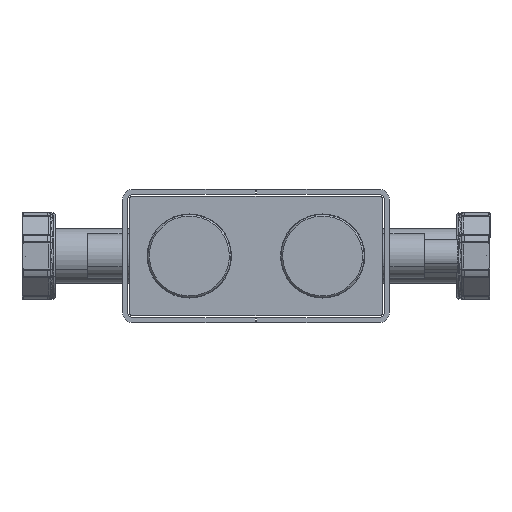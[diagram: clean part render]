
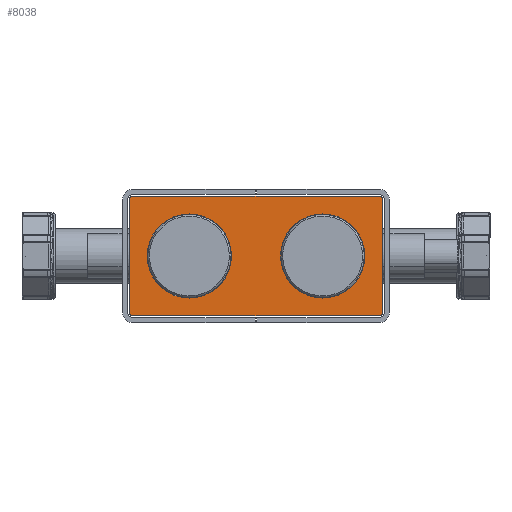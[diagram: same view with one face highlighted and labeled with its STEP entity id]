
A CAD part, front view. The second image highlights one B-rep face of the part: STEP entity #8038.
In plain terms, the highlighted planar face has unit normal (0, -1, 0).
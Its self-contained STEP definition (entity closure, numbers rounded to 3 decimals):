
#7701=CARTESIAN_POINT('Vertex',(-74.,-402.5,968.397)) ;
#7706=CARTESIAN_POINT('Line Origine',(0.,-402.5,968.397)) ;
#7710=CARTESIAN_POINT('Vertex',(74.,-402.5,968.397)) ;
#7737=CARTESIAN_POINT('Axis2P3D Location',(74.,-402.5,966.397)) ;
#7741=CARTESIAN_POINT('Vertex',(76.,-402.5,966.397)) ;
#7768=CARTESIAN_POINT('Line Origine',(76.,-402.5,932.397)) ;
#7772=CARTESIAN_POINT('Vertex',(76.,-402.5,898.397)) ;
#7799=CARTESIAN_POINT('Axis2P3D Location',(74.,-402.5,898.397)) ;
#7803=CARTESIAN_POINT('Vertex',(74.,-402.5,896.397)) ;
#7825=CARTESIAN_POINT('Line Origine',(0.,-402.5,896.397)) ;
#7829=CARTESIAN_POINT('Vertex',(-74.,-402.5,896.397)) ;
#7856=CARTESIAN_POINT('Axis2P3D Location',(-74.,-402.5,898.397)) ;
#7860=CARTESIAN_POINT('Vertex',(-76.,-402.5,898.397)) ;
#7887=CARTESIAN_POINT('Line Origine',(-76.,-402.5,932.397)) ;
#7891=CARTESIAN_POINT('Vertex',(-76.,-402.5,966.397)) ;
#7918=CARTESIAN_POINT('Axis2P3D Location',(-74.,-402.5,966.397)) ;
#7987=CARTESIAN_POINT('Axis2P3D Location',(0.,-402.5,932.397)) ;
#8002=CARTESIAN_POINT('Axis2P3D Location',(40.,-402.5,932.397)) ;
#8006=CARTESIAN_POINT('Vertex',(65.25,-402.5,932.397)) ;
#8008=CARTESIAN_POINT('Vertex',(14.75,-402.5,932.397)) ;
#8011=CARTESIAN_POINT('Axis2P3D Location',(40.,-402.5,932.397)) ;
#8020=CARTESIAN_POINT('Axis2P3D Location',(-40.,-402.5,932.397)) ;
#8024=CARTESIAN_POINT('Vertex',(-14.75,-402.5,932.397)) ;
#8026=CARTESIAN_POINT('Vertex',(-65.25,-402.5,932.397)) ;
#8029=CARTESIAN_POINT('Axis2P3D Location',(-40.,-402.5,932.397)) ;
#7707=DIRECTION('Vector Direction',(-1.,0.,0.)) ;
#7738=DIRECTION('Axis2P3D Direction',(0.,1.,-0.)) ;
#7769=DIRECTION('Vector Direction',(0.,0.,1.)) ;
#7800=DIRECTION('Axis2P3D Direction',(0.,1.,-0.)) ;
#7826=DIRECTION('Vector Direction',(1.,0.,0.)) ;
#7857=DIRECTION('Axis2P3D Direction',(0.,1.,-0.)) ;
#7888=DIRECTION('Vector Direction',(0.,0.,-1.)) ;
#7919=DIRECTION('Axis2P3D Direction',(0.,1.,-0.)) ;
#7988=DIRECTION('Axis2P3D Direction',(0.,1.,-0.)) ;
#7989=DIRECTION('Axis2P3D XDirection',(-1.,0.,0.)) ;
#8003=DIRECTION('Axis2P3D Direction',(0.,1.,-0.)) ;
#8012=DIRECTION('Axis2P3D Direction',(0.,1.,-0.)) ;
#8021=DIRECTION('Axis2P3D Direction',(0.,1.,-0.)) ;
#8030=DIRECTION('Axis2P3D Direction',(0.,1.,-0.)) ;
#7739=AXIS2_PLACEMENT_3D('Circle Axis2P3D',#7737,#7738,$) ;
#7801=AXIS2_PLACEMENT_3D('Circle Axis2P3D',#7799,#7800,$) ;
#7858=AXIS2_PLACEMENT_3D('Circle Axis2P3D',#7856,#7857,$) ;
#7920=AXIS2_PLACEMENT_3D('Circle Axis2P3D',#7918,#7919,$) ;
#7990=AXIS2_PLACEMENT_3D('Plane Axis2P3D',#7987,#7988,#7989) ;
#8004=AXIS2_PLACEMENT_3D('Circle Axis2P3D',#8002,#8003,$) ;
#8013=AXIS2_PLACEMENT_3D('Circle Axis2P3D',#8011,#8012,$) ;
#8022=AXIS2_PLACEMENT_3D('Circle Axis2P3D',#8020,#8021,$) ;
#8031=AXIS2_PLACEMENT_3D('Circle Axis2P3D',#8029,#8030,$) ;
#7993=ORIENTED_EDGE('',*,*,#7922,.F.) ;
#7994=ORIENTED_EDGE('',*,*,#7893,.F.) ;
#7995=ORIENTED_EDGE('',*,*,#7862,.F.) ;
#7996=ORIENTED_EDGE('',*,*,#7831,.F.) ;
#7997=ORIENTED_EDGE('',*,*,#7805,.F.) ;
#7998=ORIENTED_EDGE('',*,*,#7774,.F.) ;
#7999=ORIENTED_EDGE('',*,*,#7743,.F.) ;
#8000=ORIENTED_EDGE('',*,*,#7712,.F.) ;
#8017=ORIENTED_EDGE('',*,*,#8010,.T.) ;
#8018=ORIENTED_EDGE('',*,*,#8015,.T.) ;
#8035=ORIENTED_EDGE('',*,*,#8028,.T.) ;
#8036=ORIENTED_EDGE('',*,*,#8033,.T.) ;
#8019=FACE_BOUND('',#8016,.T.) ;
#8037=FACE_BOUND('',#8034,.T.) ;
#7708=VECTOR('Line Direction',#7707,1.) ;
#7770=VECTOR('Line Direction',#7769,1.) ;
#7827=VECTOR('Line Direction',#7826,1.) ;
#7889=VECTOR('Line Direction',#7888,1.) ;
#8038=ADVANCED_FACE('PartBody',(#8001,#8019,#8037),#7991,.F.) ;
#7740=CIRCLE('generated circle',#7739,2.) ;
#7802=CIRCLE('generated circle',#7801,2.) ;
#7859=CIRCLE('generated circle',#7858,2.) ;
#7921=CIRCLE('generated circle',#7920,2.) ;
#8005=CIRCLE('generated circle',#8004,25.25) ;
#8014=CIRCLE('generated circle',#8013,25.25) ;
#8023=CIRCLE('generated circle',#8022,25.25) ;
#8032=CIRCLE('generated circle',#8031,25.25) ;
#7712=EDGE_CURVE('',#7702,#7711,#7709,.F.) ;
#7743=EDGE_CURVE('',#7711,#7742,#7740,.T.) ;
#7774=EDGE_CURVE('',#7742,#7773,#7771,.F.) ;
#7805=EDGE_CURVE('',#7773,#7804,#7802,.T.) ;
#7831=EDGE_CURVE('',#7804,#7830,#7828,.F.) ;
#7862=EDGE_CURVE('',#7830,#7861,#7859,.T.) ;
#7893=EDGE_CURVE('',#7861,#7892,#7890,.F.) ;
#7922=EDGE_CURVE('',#7892,#7702,#7921,.T.) ;
#8010=EDGE_CURVE('',#8007,#8009,#8005,.T.) ;
#8015=EDGE_CURVE('',#8009,#8007,#8014,.T.) ;
#8028=EDGE_CURVE('',#8025,#8027,#8023,.T.) ;
#8033=EDGE_CURVE('',#8027,#8025,#8032,.T.) ;
#7992=EDGE_LOOP('',(#7993,#7994,#7995,#7996,#7997,#7998,#7999,#8000)) ;
#8016=EDGE_LOOP('',(#8017,#8018)) ;
#8034=EDGE_LOOP('',(#8035,#8036)) ;
#8001=FACE_OUTER_BOUND('',#7992,.T.) ;
#7709=LINE('Line',#7706,#7708) ;
#7771=LINE('Line',#7768,#7770) ;
#7828=LINE('Line',#7825,#7827) ;
#7890=LINE('Line',#7887,#7889) ;
#7991=PLANE('',#7990) ;
#7702=VERTEX_POINT('',#7701) ;
#7711=VERTEX_POINT('',#7710) ;
#7742=VERTEX_POINT('',#7741) ;
#7773=VERTEX_POINT('',#7772) ;
#7804=VERTEX_POINT('',#7803) ;
#7830=VERTEX_POINT('',#7829) ;
#7861=VERTEX_POINT('',#7860) ;
#7892=VERTEX_POINT('',#7891) ;
#8007=VERTEX_POINT('',#8006) ;
#8009=VERTEX_POINT('',#8008) ;
#8025=VERTEX_POINT('',#8024) ;
#8027=VERTEX_POINT('',#8026) ;
